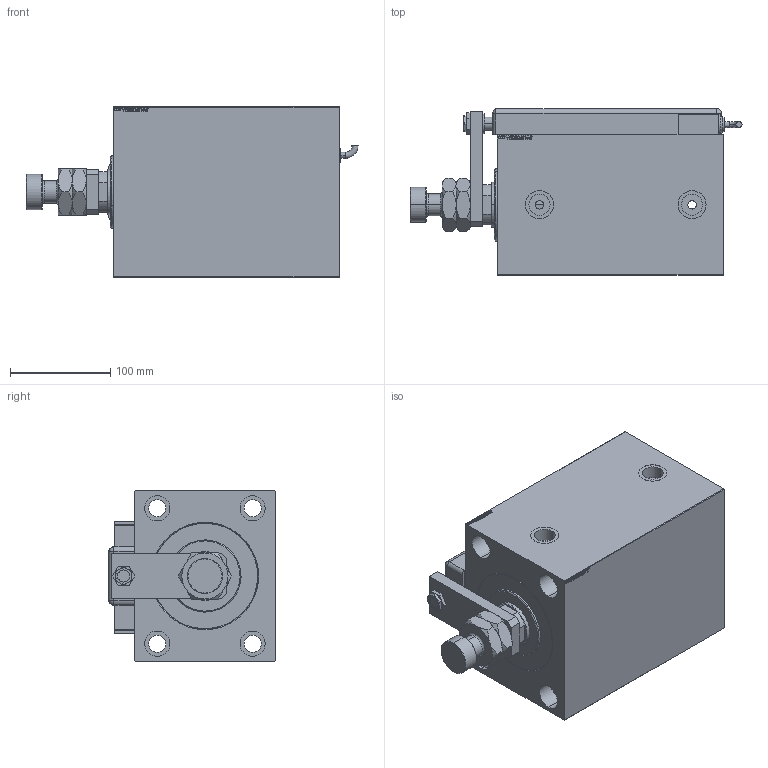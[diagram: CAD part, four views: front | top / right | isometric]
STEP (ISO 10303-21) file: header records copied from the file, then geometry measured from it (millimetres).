
FILE_DESCRIPTION (( 'STEP AP203' ), '1' );
FILE_NAME ('48de.STEP', '2022-04-17T13:51:02', ( '' ), ( '' ), 'SwSTEP 2.0', 'SolidWorks 2019', '' );
FILE_SCHEMA (( 'CONFIG_CONTROL_DESIGN' ));
Length unit declared in the file: millimetre
Products named in the file (14): TYC 5870f622f3551ee446c20b4cd2a87400; MAGNETIC SWITCH Q 5870f622f3551ee446c20b4cd2a87400; V450CM_C_Body 5870f622f3551ee446c20b4cd2a87400; SWITCH DIM A_G 5870f622f3551ee446c20b4cd2a87400; NUT_D19 5870f622f3551ee446c20b4cd2a87400; NUT_D13 5870f622f3551ee446c20b4cd2a87400; V450CM_C_VCP 5870f622f3551ee446c20b4cd2a87400; 48de; Q_T_W_MFA 5870f622f3551ee446c20b4cd2a87400; KRYT 5870f622f3551ee446c20b4cd2a87400; V450CM_VC_B 5870f622f3551ee446c20b4cd2a87400; SWITCH Q 5870f622f3551ee446c20b4cd2a87400; ZARAZKA_Q 5870f622f3551ee446c20b4cd2a87400; SWITCH_Q_FRONT_BACK 5870f622f3551ee446c20b4cd2a87400
Assembly tree (14 placements, depth 3):
  48de
    V450CM_C_Body 5870f622f3551ee446c20b4cd2a87400
    V450CM_C_VCP 5870f622f3551ee446c20b4cd2a87400
    V450CM_VC_B 5870f622f3551ee446c20b4cd2a87400
    MAGNETIC SWITCH Q 5870f622f3551ee446c20b4cd2a87400
      SWITCH_Q_FRONT_BACK 5870f622f3551ee446c20b4cd2a87400
      TYC 5870f622f3551ee446c20b4cd2a87400
      ZARAZKA_Q 5870f622f3551ee446c20b4cd2a87400
      SWITCH DIM A_G 5870f622f3551ee446c20b4cd2a87400
      NUT_D19 5870f622f3551ee446c20b4cd2a87400
      NUT_D13 5870f622f3551ee446c20b4cd2a87400
      KRYT 5870f622f3551ee446c20b4cd2a87400
      SWITCH Q 5870f622f3551ee446c20b4cd2a87400  x2
    Q_T_W_MFA 5870f622f3551ee446c20b4cd2a87400
Bounding box: 330.76 x 165.8 x 170 mm (x, y, z)
Volume: 4638812.9 mm3; surface area: 470050.6 mm2
Topology: 14 solids, 14 shells, 1315 faces, 3304 edges, 2169 vertices
Faces by surface type: plane 635, bspline 471, cylinder 131, cone 50, torus 26, sphere 2
Entity records: 62018 total; most frequent: CARTESIAN_POINT 32923, ORIENTED_EDGE 6412, DIRECTION 4166, EDGE_CURVE 3206, VERTEX_POINT 2109, VECTOR 1858, LINE 1858, EDGE_LOOP 1457
